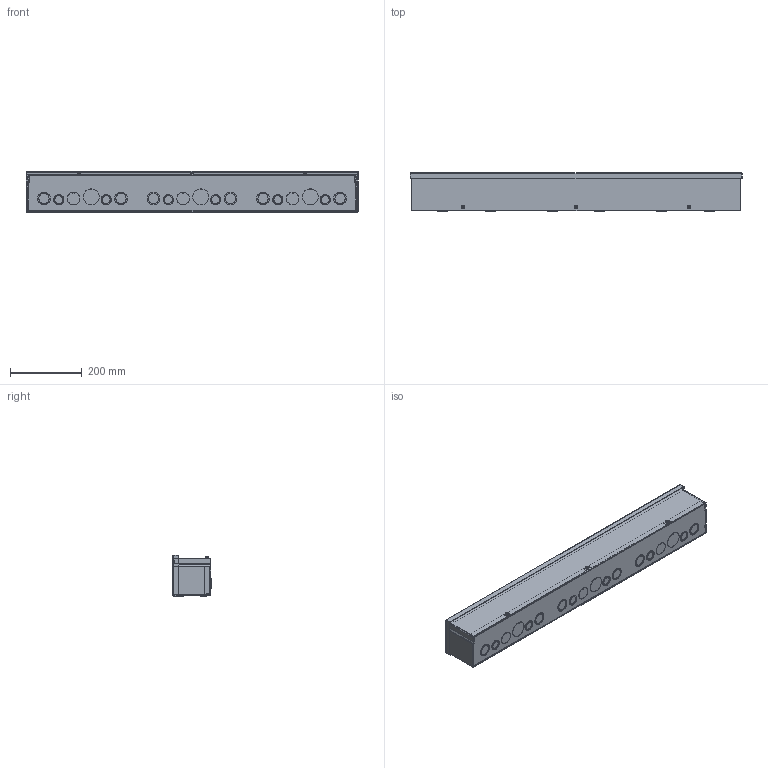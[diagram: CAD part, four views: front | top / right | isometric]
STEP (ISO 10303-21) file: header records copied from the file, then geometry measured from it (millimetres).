
FILE_DESCRIPTION(/* description */ ('RSCG, NEMA 3R, GALV, BLR, 4X4X36'),/* implementation_level */ '2;1');
FILE_NAME(/* name */ 'RSCG040436G.stp',/* time_stamp */ '2015-06-22T21:48:57+05:00',/* author */ ('vdas'),/* organization */ (''),/* preprocessor_version */ 'ST-DEVELOPER v15.2',/* originating_system */ 'Autodesk Inventor 2014',/* authorisation */ '');
FILE_SCHEMA (('AUTOMOTIVE_DESIGN { 1 0 10303 214 3 1 1 }'));
Length unit declared in the file: inch
Products named in the file (8): RSCG040436GBLR; RSCG0436GBTM; RSCG0436GCAP; RSCG36GSTRAP; RSCG0436GLID; 31813; HFW372196; RSCG040436G
Bounding box: 923.92 x 106.34 x 115.9 mm (x, y, z)
Volume: 795723.6 mm3; surface area: 1037695.3 mm2
Topology: 22 solids, 24 shells, 1255 faces, 3183 edges, 1979 vertices
Faces by surface type: plane 584, cylinder 416, torus 106, bspline 99, cone 50
Full cylindrical faces by diameter (mm): 3.68 x6, 4.826 x48, 6.35 x5, 7.144 x4, 7.925 x3, 10.516 x3
Entity records: 39382 total; most frequent: CARTESIAN_POINT 12673, ORIENTED_EDGE 5408, DIRECTION 5196, EDGE_CURVE 2632, AXIS2_PLACEMENT_3D 1859, VERTEX_POINT 1661, LINE 1478, VECTOR 1478
